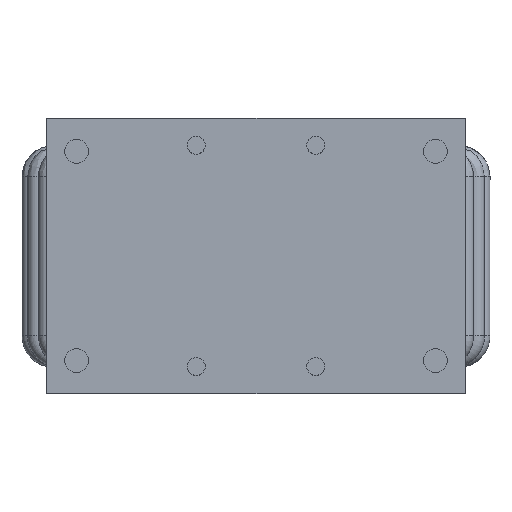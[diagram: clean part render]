
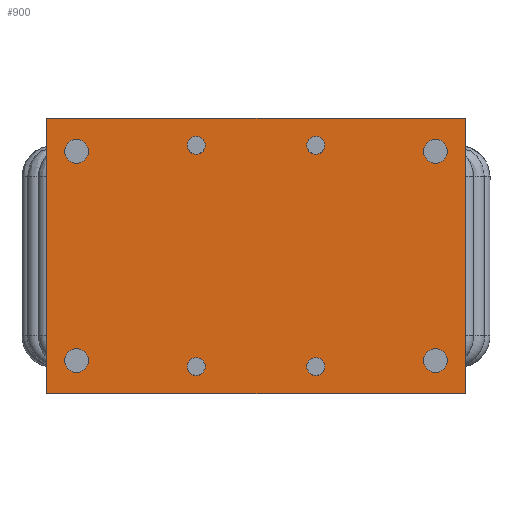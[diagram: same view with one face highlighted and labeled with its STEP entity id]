
A CAD part, top view. The second image highlights one B-rep face of the part: STEP entity #900.
In plain terms, the highlighted planar face has unit normal (0, 0, 1).
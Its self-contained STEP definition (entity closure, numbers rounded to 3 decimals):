
#900 = ADVANCED_FACE( '', ( #2084, #2085, #2086, #2087, #2088, #2089, #2090, #2091, #2092 ), #2093, .T. );
#2084 = FACE_BOUND( '', #15601, .T. );
#2085 = FACE_BOUND( '', #15602, .T. );
#2086 = FACE_BOUND( '', #15603, .T. );
#2087 = FACE_BOUND( '', #15604, .T. );
#2088 = FACE_BOUND( '', #15605, .T. );
#2089 = FACE_BOUND( '', #15606, .T. );
#2090 = FACE_OUTER_BOUND( '', #15607, .T. );
#2091 = FACE_BOUND( '', #15608, .T. );
#2092 = FACE_BOUND( '', #15609, .T. );
#2093 = PLANE( '', #15610 );
#15601 = EDGE_LOOP( '', ( #20472 ) );
#15602 = EDGE_LOOP( '', ( #20473 ) );
#15603 = EDGE_LOOP( '', ( #20474 ) );
#15604 = EDGE_LOOP( '', ( #20475 ) );
#15605 = EDGE_LOOP( '', ( #20476 ) );
#15606 = EDGE_LOOP( '', ( #20477 ) );
#15607 = EDGE_LOOP( '', ( #20478, #20479, #20480, #20481 ) );
#15608 = EDGE_LOOP( '', ( #20482 ) );
#15609 = EDGE_LOOP( '', ( #20483 ) );
#15610 = AXIS2_PLACEMENT_3D( '', #20484, #20485, #20486 );
#20472 = ORIENTED_EDGE( '', *, *, #21382, .F. );
#20473 = ORIENTED_EDGE( '', *, *, #21344, .F. );
#20474 = ORIENTED_EDGE( '', *, *, #21411, .F. );
#20475 = ORIENTED_EDGE( '', *, *, #21412, .F. );
#20476 = ORIENTED_EDGE( '', *, *, #21287, .F. );
#20477 = ORIENTED_EDGE( '', *, *, #20884, .F. );
#20478 = ORIENTED_EDGE( '', *, *, #21323, .T. );
#20479 = ORIENTED_EDGE( '', *, *, #21374, .T. );
#20480 = ORIENTED_EDGE( '', *, *, #21392, .T. );
#20481 = ORIENTED_EDGE( '', *, *, #21273, .T. );
#20482 = ORIENTED_EDGE( '', *, *, #21338, .F. );
#20483 = ORIENTED_EDGE( '', *, *, #20841, .F. );
#20484 = CARTESIAN_POINT( '', ( -17.5, -11.5, 3. ) );
#20485 = DIRECTION( '', ( 0., 0., 1. ) );
#20486 = DIRECTION( '', ( 1., 0., 0. ) );
#20841 = EDGE_CURVE( '', #21588, #21588, #21589, .T. );
#20884 = EDGE_CURVE( '', #21660, #21660, #21661, .T. );
#21273 = EDGE_CURVE( '', #22263, #22261, #22264, .T. );
#21287 = EDGE_CURVE( '', #22282, #22282, #22283, .T. );
#21323 = EDGE_CURVE( '', #22261, #22333, #22335, .T. );
#21338 = EDGE_CURVE( '', #22353, #22353, #22354, .T. );
#21344 = EDGE_CURVE( '', #22361, #22361, #22362, .T. );
#21374 = EDGE_CURVE( '', #22333, #22401, #22403, .T. );
#21382 = EDGE_CURVE( '', #22412, #22412, #22413, .T. );
#21392 = EDGE_CURVE( '', #22401, #22263, #22425, .T. );
#21411 = EDGE_CURVE( '', #22449, #22449, #22450, .T. );
#21412 = EDGE_CURVE( '', #22451, #22451, #22452, .T. );
#21588 = VERTEX_POINT( '', #22648 );
#21589 = CIRCLE( '', #22649, 0.75 );
#21660 = VERTEX_POINT( '', #22727 );
#21661 = CIRCLE( '', #22728, 1. );
#22261 = VERTEX_POINT( '', #23364 );
#22263 = VERTEX_POINT( '', #23367 );
#22264 = LINE( '', #23368, #23369 );
#22282 = VERTEX_POINT( '', #23388 );
#22283 = CIRCLE( '', #23389, 1. );
#22333 = VERTEX_POINT( '', #23439 );
#22335 = LINE( '', #23442, #23443 );
#22353 = VERTEX_POINT( '', #23465 );
#22354 = CIRCLE( '', #23466, 1. );
#22361 = VERTEX_POINT( '', #23473 );
#22362 = CIRCLE( '', #23474, 0.75 );
#22401 = VERTEX_POINT( '', #23513 );
#22403 = LINE( '', #23516, #23517 );
#22412 = VERTEX_POINT( '', #23527 );
#22413 = CIRCLE( '', #23528, 0.75 );
#22425 = LINE( '', #23540, #23541 );
#22449 = VERTEX_POINT( '', #23566 );
#22450 = CIRCLE( '', #23567, 0.75 );
#22451 = VERTEX_POINT( '', #23568 );
#22452 = CIRCLE( '', #23569, 1. );
#22648 = CARTESIAN_POINT( '', ( 5.75, 9.25, 3. ) );
#22649 = AXIS2_PLACEMENT_3D( '', #23757, #23758, #23759 );
#22727 = CARTESIAN_POINT( '', ( -14., 8.75, 3. ) );
#22728 = AXIS2_PLACEMENT_3D( '', #23833, #23834, #23835 );
#23364 = CARTESIAN_POINT( '', ( -17.5, 11.5, 3. ) );
#23367 = CARTESIAN_POINT( '', ( 17.5, 11.5, 3. ) );
#23368 = CARTESIAN_POINT( '', ( 17.5, 11.5, 3. ) );
#23369 = VECTOR( '', #24452, 1000. );
#23388 = CARTESIAN_POINT( '', ( 16., -8.75, 3. ) );
#23389 = AXIS2_PLACEMENT_3D( '', #24466, #24467, #24468 );
#23439 = CARTESIAN_POINT( '', ( -17.5, -11.5, 3. ) );
#23442 = CARTESIAN_POINT( '', ( -17.5, 11.5, 3. ) );
#23443 = VECTOR( '', #24515, 1000. );
#23465 = CARTESIAN_POINT( '', ( -15., -7.75, 3. ) );
#23466 = AXIS2_PLACEMENT_3D( '', #24529, #24530, #24531 );
#23473 = CARTESIAN_POINT( '', ( 5., -8.5, 3. ) );
#23474 = AXIS2_PLACEMENT_3D( '', #24535, #24536, #24537 );
#23513 = CARTESIAN_POINT( '', ( 17.5, -11.5, 3. ) );
#23516 = CARTESIAN_POINT( '', ( -17.5, -11.5, 3. ) );
#23517 = VECTOR( '', #24569, 1000. );
#23527 = CARTESIAN_POINT( '', ( -5., 10., 3. ) );
#23528 = AXIS2_PLACEMENT_3D( '', #24574, #24575, #24576 );
#23540 = CARTESIAN_POINT( '', ( 17.5, -11.5, 3. ) );
#23541 = VECTOR( '', #24583, 1000. );
#23566 = CARTESIAN_POINT( '', ( -4.25, -9.25, 3. ) );
#23567 = AXIS2_PLACEMENT_3D( '', #24600, #24601, #24602 );
#23568 = CARTESIAN_POINT( '', ( 15., 9.75, 3. ) );
#23569 = AXIS2_PLACEMENT_3D( '', #24603, #24604, #24605 );
#23757 = CARTESIAN_POINT( '', ( 5., 9.25, 3. ) );
#23758 = DIRECTION( '', ( 0., 0., 1. ) );
#23759 = DIRECTION( '', ( 1., 0., 0. ) );
#23833 = CARTESIAN_POINT( '', ( -15., 8.75, 3. ) );
#23834 = DIRECTION( '', ( 0., 0., 1. ) );
#23835 = DIRECTION( '', ( 1., 0., 0. ) );
#24452 = DIRECTION( '', ( -1., 0., 0. ) );
#24466 = CARTESIAN_POINT( '', ( 15., -8.75, 3. ) );
#24467 = DIRECTION( '', ( 0., 0., 1. ) );
#24468 = DIRECTION( '', ( 1., 0., 0. ) );
#24515 = DIRECTION( '', ( 0., -1., 0. ) );
#24529 = CARTESIAN_POINT( '', ( -15., -8.75, 3. ) );
#24530 = DIRECTION( '', ( 0., 0., 1. ) );
#24531 = DIRECTION( '', ( 0., 1., 0. ) );
#24535 = CARTESIAN_POINT( '', ( 5., -9.25, 3. ) );
#24536 = DIRECTION( '', ( 0., 0., 1. ) );
#24537 = DIRECTION( '', ( 0., 1., 0. ) );
#24569 = DIRECTION( '', ( 1., 0., 0. ) );
#24574 = CARTESIAN_POINT( '', ( -5., 9.25, 3. ) );
#24575 = DIRECTION( '', ( 0., 0., 1. ) );
#24576 = DIRECTION( '', ( 0., 1., 0. ) );
#24583 = DIRECTION( '', ( 0., 1., 0. ) );
#24600 = CARTESIAN_POINT( '', ( -5., -9.25, 3. ) );
#24601 = DIRECTION( '', ( 0., 0., 1. ) );
#24602 = DIRECTION( '', ( 1., 0., 0. ) );
#24603 = CARTESIAN_POINT( '', ( 15., 8.75, 3. ) );
#24604 = DIRECTION( '', ( 0., 0., 1. ) );
#24605 = DIRECTION( '', ( 0., 1., 0. ) );
